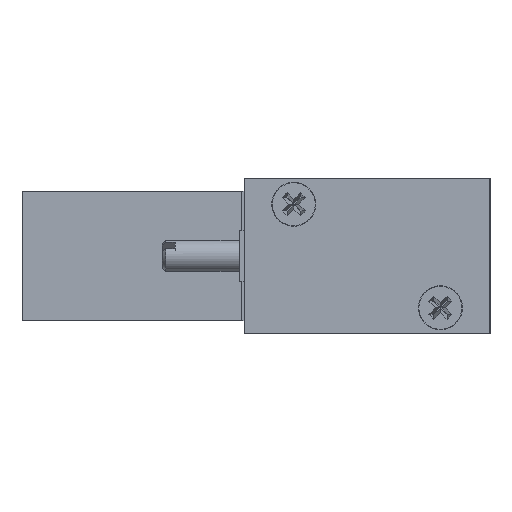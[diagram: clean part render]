
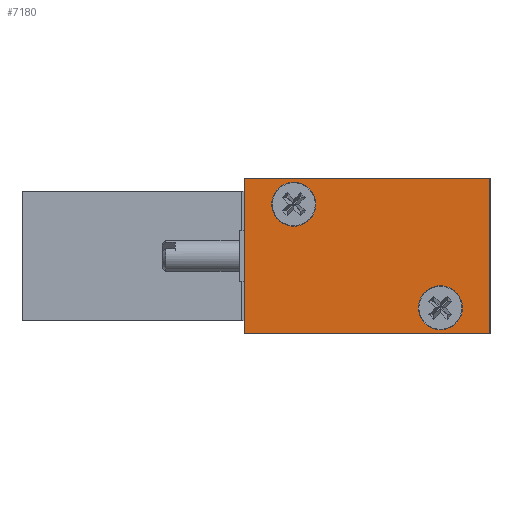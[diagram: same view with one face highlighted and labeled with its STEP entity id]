
A CAD part, left-side view. The second image highlights one B-rep face of the part: STEP entity #7180.
In plain terms, the highlighted planar face has unit normal (-1, 0, 0).
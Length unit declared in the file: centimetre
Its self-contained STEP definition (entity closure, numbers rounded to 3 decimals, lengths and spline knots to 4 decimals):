
#685=LINE($,#13411,#1364);
#687=LINE($,#13415,#1366);
#688=LINE($,#13417,#1367);
#689=LINE($,#13418,#1368);
#1364=VECTOR($,#9582,2.85);
#1366=VECTOR($,#9586,1.8);
#1367=VECTOR($,#9587,2.85);
#1368=VECTOR($,#9588,1.8);
#1697=PLANE($,#7806);
#1899=FACE_BOUND($,#2760,.T.);
#1900=FACE_BOUND($,#2761,.T.);
#2265=FACE_OUTER_BOUND($,#2759,.T.);
#2759=EDGE_LOOP($,(#6539,#6540,#6541,#6542));
#2760=EDGE_LOOP($,(#6543));
#2761=EDGE_LOOP($,(#6544));
#3000=CIRCLE($,#7798,0.255);
#3002=CIRCLE($,#7801,0.255);
#3641=VERTEX_POINT($,#13381);
#3643=VERTEX_POINT($,#13386);
#3652=VERTEX_POINT($,#13408);
#3653=VERTEX_POINT($,#13410);
#3654=VERTEX_POINT($,#13414);
#3655=VERTEX_POINT($,#13416);
#4614=EDGE_CURVE($,#3641,#3641,#3000,.T.);
#4616=EDGE_CURVE($,#3643,#3643,#3002,.T.);
#4626=EDGE_CURVE($,#3653,#3652,#685,.T.);
#4628=EDGE_CURVE($,#3654,#3652,#687,.T.);
#4629=EDGE_CURVE($,#3655,#3654,#688,.T.);
#4630=EDGE_CURVE($,#3655,#3653,#689,.T.);
#6539=ORIENTED_EDGE($,*,*,#4628,.F.);
#6540=ORIENTED_EDGE($,*,*,#4629,.F.);
#6541=ORIENTED_EDGE($,*,*,#4630,.T.);
#6542=ORIENTED_EDGE($,*,*,#4626,.T.);
#6543=ORIENTED_EDGE($,*,*,#4614,.F.);
#6544=ORIENTED_EDGE($,*,*,#4616,.F.);
#7180=ADVANCED_FACE($,(#2265,#1899,#1900),#1697,.T.);
#7798=AXIS2_PLACEMENT_3D($,#13382,#9557,#9558);
#7801=AXIS2_PLACEMENT_3D($,#13387,#9563,#9564);
#7806=AXIS2_PLACEMENT_3D($,#13413,#9584,#9585);
#9557=DIRECTION('center_axis',(-1.,0.,0.));
#9558=DIRECTION('ref_axis',(0.,0.,1.));
#9563=DIRECTION('center_axis',(-1.,0.,0.));
#9564=DIRECTION('ref_axis',(0.,0.,1.));
#9582=DIRECTION($,(0.,1.,0.));
#9584=DIRECTION('center_axis',(-1.,0.,0.));
#9585=DIRECTION('ref_axis',(0.,0.,1.));
#9586=DIRECTION($,(0.,0.,1.));
#9587=DIRECTION($,(0.,1.,0.));
#9588=DIRECTION($,(0.,0.,1.));
#13381=CARTESIAN_POINT('',(-2.5095,-0.8308,-0.345));
#13382=CARTESIAN_POINT('Origin',(-2.5095,-0.8308,-0.6));
#13386=CARTESIAN_POINT('',(-2.5095,0.8692,0.855));
#13387=CARTESIAN_POINT('Origin',(-2.5095,0.8692,0.6));
#13408=CARTESIAN_POINT('',(-2.5095,1.4442,0.9));
#13410=CARTESIAN_POINT('',(-2.5095,-1.4058,0.9));
#13411=CARTESIAN_POINT($,(-2.5095,-1.4058,0.9));
#13413=CARTESIAN_POINT('Origin',(-2.5095,-1.4058,0.9));
#13414=CARTESIAN_POINT('',(-2.5095,1.4442,-0.9));
#13415=CARTESIAN_POINT($,(-2.5095,1.4442,0.9));
#13416=CARTESIAN_POINT('',(-2.5095,-1.4058,-0.9));
#13417=CARTESIAN_POINT($,(-2.5095,-1.4058,-0.9));
#13418=CARTESIAN_POINT($,(-2.5095,-1.4058,0.9));
